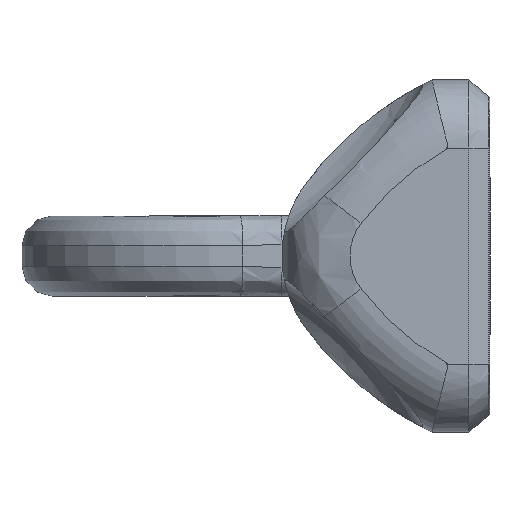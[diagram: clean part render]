
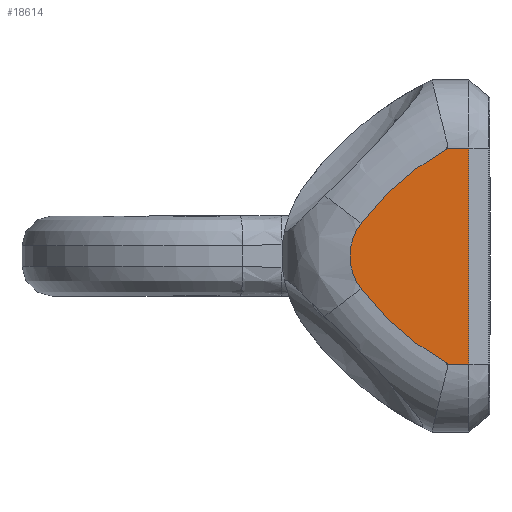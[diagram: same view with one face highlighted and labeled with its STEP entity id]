
A CAD part, left-side view. The second image highlights one B-rep face of the part: STEP entity #18614.
In plain terms, the highlighted face is planar.
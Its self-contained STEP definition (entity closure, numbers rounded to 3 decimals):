
#13607=CARTESIAN_POINT('',(0.,21.5,36.));
#13608=DIRECTION('',(0.,0.,1.));
#13609=DIRECTION('',(0.606,0.796,0.));
#13610=AXIS2_PLACEMENT_3D('',#13607,#13608,#13609);
#13617=DIRECTION('',(0.,-1.,0.));
#13618=VECTOR('',#13617,5.092);
#13619=CARTESIAN_POINT('',(-27.,10.392,36.));
#13620=LINE('',#13619,#13618);
#13621=CARTESIAN_POINT('',(33.921,-23.057,36.));
#13622=DIRECTION('',(0.,0.,-1.));
#13623=DIRECTION('',(-0.877,0.481,0.));
#13624=AXIS2_PLACEMENT_3D('',#13621,#13622,#13623);
#13626=CARTESIAN_POINT('',(-33.921,-23.057,36.));
#13627=DIRECTION('',(0.,0.,1.));
#13628=DIRECTION('',(0.877,0.481,0.));
#13629=AXIS2_PLACEMENT_3D('',#13626,#13627,#13628);
#13631=DIRECTION('',(0.,-1.,0.));
#13632=VECTOR('',#13631,5.092);
#13633=CARTESIAN_POINT('',(27.,10.392,36.));
#13634=LINE('',#13633,#13632);
#13635=DIRECTION('',(1.,0.,0.));
#13636=VECTOR('',#13635,54.);
#13637=CARTESIAN_POINT('',(-27.,5.3,36.));
#13638=LINE('',#13637,#13636);
#18178=CARTESIAN_POINT('',(-27.,10.392,36.));
#18179=CARTESIAN_POINT('',(-27.,5.3,36.));
#18180=VERTEX_POINT('',#18178);
#18181=VERTEX_POINT('',#18179);
#18212=CARTESIAN_POINT('',(-8.177,32.242,36.));
#18214=VERTEX_POINT('',#18212);
#18240=CARTESIAN_POINT('',(27.,5.3,36.));
#18241=VERTEX_POINT('',#18240);
#18248=CARTESIAN_POINT('',(8.177,32.242,36.));
#18250=VERTEX_POINT('',#18248);
#18266=CARTESIAN_POINT('',(27.,10.392,36.));
#18267=VERTEX_POINT('',#18266);
#18596=CARTESIAN_POINT('',(0.,0.,36.));
#18597=DIRECTION('',(0.,0.,-1.));
#18598=DIRECTION('',(-1.,0.,0.));
#18599=AXIS2_PLACEMENT_3D('',#18596,#18597,#18598);
#18600=PLANE('',#18599);
#18602=ORIENTED_EDGE('',*,*,#18601,.F.);
#18604=ORIENTED_EDGE('',*,*,#18603,.F.);
#18606=ORIENTED_EDGE('',*,*,#18605,.T.);
#18607=ORIENTED_EDGE('',*,*,#18583,.F.);
#18609=ORIENTED_EDGE('',*,*,#18608,.F.);
#18611=ORIENTED_EDGE('',*,*,#18610,.T.);
#18612=EDGE_LOOP('',(#18602,#18604,#18606,#18607,#18609,#18611));
#18613=FACE_OUTER_BOUND('',#18612,.F.);
#18614=ADVANCED_FACE('',(#18613),#18600,.F.);
#13611=CIRCLE('',#13610,13.5);
#13625=CIRCLE('',#13624,69.5);
#13630=CIRCLE('',#13629,69.5);
#18583=EDGE_CURVE('',#18250,#18214,#13611,.T.);
#18601=EDGE_CURVE('',#18181,#18241,#13638,.T.);
#18603=EDGE_CURVE('',#18180,#18181,#13620,.T.);
#18605=EDGE_CURVE('',#18180,#18214,#13625,.T.);
#18608=EDGE_CURVE('',#18267,#18250,#13630,.T.);
#18610=EDGE_CURVE('',#18267,#18241,#13634,.T.);
